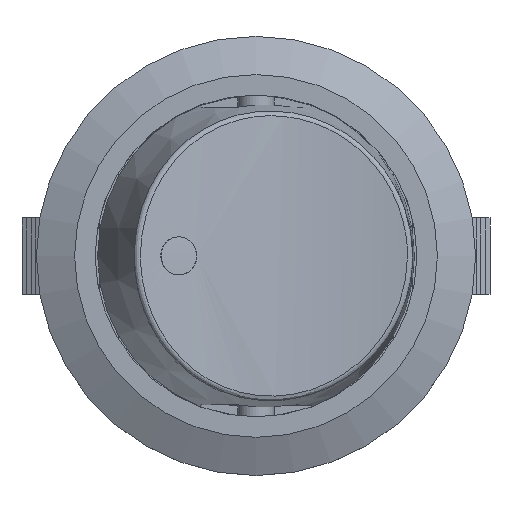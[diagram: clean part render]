
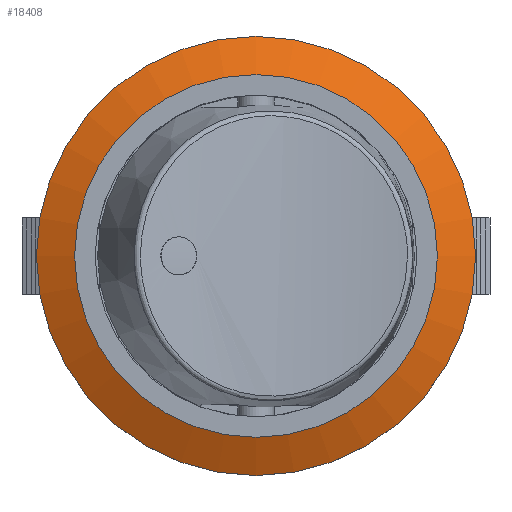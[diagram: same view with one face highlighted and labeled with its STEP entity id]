
A CAD part, top view. The second image highlights one B-rep face of the part: STEP entity #18408.
In plain terms, the highlighted conical face has half-angle 65.772 degrees and reference radius 10.5 mm.
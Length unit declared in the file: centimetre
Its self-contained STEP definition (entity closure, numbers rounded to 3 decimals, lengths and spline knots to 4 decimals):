
#882=CONICAL_SURFACE('',#19416,1.05,1.148);
#1110=CIRCLE('',#19417,1.15);
#1111=CIRCLE('',#19418,0.95);
#2360=LINE('',#91573,#3610);
#3610=VECTOR('',#22653,1.05);
#5104=FACE_OUTER_BOUND('',#6230,.T.);
#6230=EDGE_LOOP('',(#17337,#17338,#17339,#17340));
#9092=VERTEX_POINT('',#91570);
#9093=VERTEX_POINT('',#91572);
#11845=EDGE_CURVE('',#9092,#9092,#1110,.T.);
#11846=EDGE_CURVE('',#9092,#9093,#2360,.T.);
#11847=EDGE_CURVE('',#9093,#9093,#1111,.T.);
#17337=ORIENTED_EDGE('',*,*,#11845,.T.);
#17338=ORIENTED_EDGE('',*,*,#11846,.T.);
#17339=ORIENTED_EDGE('',*,*,#11847,.T.);
#17340=ORIENTED_EDGE('',*,*,#11846,.F.);
#18408=ADVANCED_FACE('',(#5104),#882,.T.);
#19416=AXIS2_PLACEMENT_3D('',#91569,#22649,#22650);
#19417=AXIS2_PLACEMENT_3D('',#91571,#22651,#22652);
#19418=AXIS2_PLACEMENT_3D('',#91574,#22654,#22655);
#22649=DIRECTION('center_axis',(0.,0.,-1.));
#22650=DIRECTION('ref_axis',(-1.,0.,0.));
#22651=DIRECTION('center_axis',(0.,0.,1.));
#22652=DIRECTION('ref_axis',(-1.,0.,0.));
#22653=DIRECTION('',(-0.912,0.,0.41));
#22654=DIRECTION('center_axis',(0.,0.,-1.));
#22655=DIRECTION('ref_axis',(-1.,0.,0.));
#91569=CARTESIAN_POINT('Origin',(0.,0.,0.155));
#91570=CARTESIAN_POINT('',(1.15,0.,0.11));
#91571=CARTESIAN_POINT('Origin',(0.,0.,0.11));
#91572=CARTESIAN_POINT('',(0.95,0.,0.2));
#91573=CARTESIAN_POINT('',(1.05,0.,0.155));
#91574=CARTESIAN_POINT('Origin',(0.,0.,0.2));
